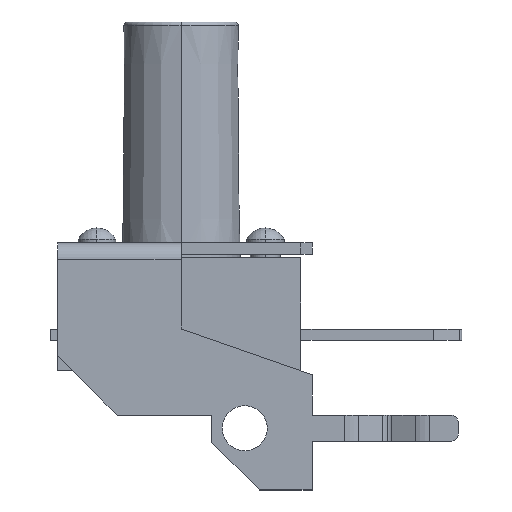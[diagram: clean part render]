
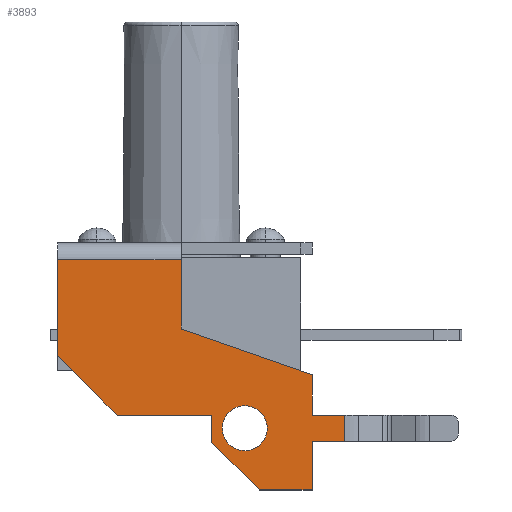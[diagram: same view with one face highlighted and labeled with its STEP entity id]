
A CAD part, left-side view. The second image highlights one B-rep face of the part: STEP entity #3893.
In plain terms, the highlighted planar face has unit normal (-1, 0, 0).
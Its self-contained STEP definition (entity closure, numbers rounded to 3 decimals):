
#23 = VERTEX_POINT ( 'NONE', #2934 ) ;
#68 = PLANE ( 'NONE',  #997 ) ;
#210 = CARTESIAN_POINT ( 'NONE',  ( -3.7, 3.5, 2.65 ) ) ;
#230 = LINE ( 'NONE', #2913, #1839 ) ;
#251 = VERTEX_POINT ( 'NONE', #799 ) ;
#272 = ORIENTED_EDGE ( 'NONE', *, *, #2647, .T. ) ;
#290 = EDGE_CURVE ( 'NONE', #293, #690, #3967, .T. ) ;
#293 = VERTEX_POINT ( 'NONE', #4318 ) ;
#363 = VERTEX_POINT ( 'NONE', #2782 ) ;
#388 = ORIENTED_EDGE ( 'NONE', *, *, #3401, .T. ) ;
#489 = LINE ( 'NONE', #3934, #2191 ) ;
#516 = DIRECTION ( 'NONE',  ( 0., 0.944, 0.33 ) ) ;
#543 = VERTEX_POINT ( 'NONE', #3116 ) ;
#577 = DIRECTION ( 'NONE',  ( 0., -0.707, -0.707 ) ) ;
#614 = CARTESIAN_POINT ( 'NONE',  ( -3.7, 5.21, 0.35 ) ) ;
#637 = ORIENTED_EDGE ( 'NONE', *, *, #4445, .F. ) ;
#690 = VERTEX_POINT ( 'NONE', #2064 ) ;
#756 = LINE ( 'NONE', #2290, #2984 ) ;
#773 = CARTESIAN_POINT ( 'NONE',  ( -3.7, 0., -1.65 ) ) ;
#799 = CARTESIAN_POINT ( 'NONE',  ( -3.7, 1.8, 0.6 ) ) ;
#812 = EDGE_CURVE ( 'NONE', #2701, #1971, #230, .T. ) ;
#911 = VECTOR ( 'NONE', #3797, 1000. ) ;
#997 = AXIS2_PLACEMENT_3D ( 'NONE', #4224, #2734, #1536 ) ;
#1080 = DIRECTION ( 'NONE',  ( 0., 0., -1. ) ) ;
#1112 = LINE ( 'NONE', #2671, #3012 ) ;
#1130 = EDGE_LOOP ( 'NONE', ( #2888, #272, #2898, #3816, #4200, #2596, #2649, #3585, #2039, #2173, #637, #1389, #4326, #4614 ) ) ;
#1197 = LINE ( 'NONE', #3100, #911 ) ;
#1389 = ORIENTED_EDGE ( 'NONE', *, *, #2069, .F. ) ;
#1421 = LINE ( 'NONE', #4829, #1946 ) ;
#1477 = DIRECTION ( 'NONE',  ( 0., 0., 1. ) ) ;
#1498 = DIRECTION ( 'NONE',  ( 1., 0., 0. ) ) ;
#1507 = CARTESIAN_POINT ( 'NONE',  ( -3.7, -0.868, 0.35 ) ) ;
#1512 = VERTEX_POINT ( 'NONE', #1507 ) ;
#1536 = DIRECTION ( 'NONE',  ( 0., 0., -1. ) ) ;
#1547 = EDGE_CURVE ( 'NONE', #1841, #2210, #3370, .T. ) ;
#1573 = DIRECTION ( 'NONE',  ( 0., -1., 0. ) ) ;
#1670 = EDGE_CURVE ( 'NONE', #1971, #543, #3114, .T. ) ;
#1790 = DIRECTION ( 'NONE',  ( 0., -1., 0. ) ) ;
#1815 = DIRECTION ( 'NONE',  ( 0., 0., -1. ) ) ;
#1831 = CARTESIAN_POINT ( 'NONE',  ( -3.7, 1.8, -0.6 ) ) ;
#1839 = VECTOR ( 'NONE', #2215, 1000. ) ;
#1841 = VERTEX_POINT ( 'NONE', #2835 ) ;
#1903 = FACE_BOUND ( 'NONE', #3170, .T. ) ;
#1946 = VECTOR ( 'NONE', #1790, 1000. ) ;
#1961 = VECTOR ( 'NONE', #577, 1000. ) ;
#1971 = VERTEX_POINT ( 'NONE', #2480 ) ;
#2039 = ORIENTED_EDGE ( 'NONE', *, *, #2579, .T. ) ;
#2064 = CARTESIAN_POINT ( 'NONE',  ( -3.7, 0., -0.35 ) ) ;
#2069 = EDGE_CURVE ( 'NONE', #23, #3009, #756, .T. ) ;
#2173 = ORIENTED_EDGE ( 'NONE', *, *, #3163, .T. ) ;
#2191 = VECTOR ( 'NONE', #516, 1000. ) ;
#2198 = CARTESIAN_POINT ( 'NONE',  ( -3.7, 1.8, 0. ) ) ;
#2210 = VERTEX_POINT ( 'NONE', #2407 ) ;
#2215 = DIRECTION ( 'NONE',  ( 0., -1., 0. ) ) ;
#2290 = CARTESIAN_POINT ( 'NONE',  ( -3.7, 6.8, -1.65 ) ) ;
#2353 = LINE ( 'NONE', #4655, #4268 ) ;
#2407 = CARTESIAN_POINT ( 'NONE',  ( -3.7, 0., 1.425 ) ) ;
#2465 = LINE ( 'NONE', #4311, #2987 ) ;
#2480 = CARTESIAN_POINT ( 'NONE',  ( -3.7, 2.682, 0.35 ) ) ;
#2579 = EDGE_CURVE ( 'NONE', #2210, #2590, #489, .T. ) ;
#2590 = VERTEX_POINT ( 'NONE', #210 ) ;
#2596 = ORIENTED_EDGE ( 'NONE', *, *, #4219, .T. ) ;
#2647 = EDGE_CURVE ( 'NONE', #543, #363, #2465, .T. ) ;
#2649 = ORIENTED_EDGE ( 'NONE', *, *, #2742, .F. ) ;
#2671 = CARTESIAN_POINT ( 'NONE',  ( -3.7, 6.8, 4.5 ) ) ;
#2681 = EDGE_CURVE ( 'NONE', #3048, #251, #4263, .T. ) ;
#2701 = VERTEX_POINT ( 'NONE', #614 ) ;
#2734 = DIRECTION ( 'NONE',  ( 1., 0., 0. ) ) ;
#2742 = EDGE_CURVE ( 'NONE', #1841, #1512, #1421, .T. ) ;
#2782 = CARTESIAN_POINT ( 'NONE',  ( -3.7, 1.412, -1.65 ) ) ;
#2802 = DIRECTION ( 'NONE',  ( 0., 0., 1. ) ) ;
#2835 = CARTESIAN_POINT ( 'NONE',  ( -3.7, 0., 0.35 ) ) ;
#2888 = ORIENTED_EDGE ( 'NONE', *, *, #1670, .T. ) ;
#2898 = ORIENTED_EDGE ( 'NONE', *, *, #3184, .T. ) ;
#2913 = CARTESIAN_POINT ( 'NONE',  ( -3.7, 5.21, 0.35 ) ) ;
#2934 = CARTESIAN_POINT ( 'NONE',  ( -3.7, 6.8, 1.94 ) ) ;
#2941 = DIRECTION ( 'NONE',  ( 1., 0., 0. ) ) ;
#2984 = VECTOR ( 'NONE', #3056, 1000. ) ;
#2987 = VECTOR ( 'NONE', #3639, 1000. ) ;
#3009 = VERTEX_POINT ( 'NONE', #3681 ) ;
#3012 = VECTOR ( 'NONE', #1573, 1000. ) ;
#3038 = VECTOR ( 'NONE', #2802, 1000. ) ;
#3048 = VERTEX_POINT ( 'NONE', #1831 ) ;
#3056 = DIRECTION ( 'NONE',  ( 0., 0., 1. ) ) ;
#3090 = CARTESIAN_POINT ( 'NONE',  ( -3.7, 2.682, 0.35 ) ) ;
#3100 = CARTESIAN_POINT ( 'NONE',  ( -3.7, 6.8, -1.65 ) ) ;
#3114 = LINE ( 'NONE', #3090, #4590 ) ;
#3116 = CARTESIAN_POINT ( 'NONE',  ( -3.7, 2.682, -0.38 ) ) ;
#3163 = EDGE_CURVE ( 'NONE', #2590, #4294, #3398, .T. ) ;
#3170 = EDGE_LOOP ( 'NONE', ( #4442, #388 ) ) ;
#3184 = EDGE_CURVE ( 'NONE', #363, #293, #1197, .T. ) ;
#3246 = EDGE_CURVE ( 'NONE', #690, #3286, #2353, .T. ) ;
#3286 = VERTEX_POINT ( 'NONE', #4380 ) ;
#3370 = LINE ( 'NONE', #773, #4250 ) ;
#3390 = DIRECTION ( 'NONE',  ( 0., 0., -1. ) ) ;
#3398 = LINE ( 'NONE', #3423, #4505 ) ;
#3401 = EDGE_CURVE ( 'NONE', #251, #3048, #3556, .T. ) ;
#3423 = CARTESIAN_POINT ( 'NONE',  ( -3.7, 3.5, 4.65 ) ) ;
#3556 = CIRCLE ( 'NONE', #4848, 0.6 ) ;
#3585 = ORIENTED_EDGE ( 'NONE', *, *, #1547, .T. ) ;
#3587 = EDGE_CURVE ( 'NONE', #23, #2701, #3996, .T. ) ;
#3639 = DIRECTION ( 'NONE',  ( 0., -0.707, -0.707 ) ) ;
#3681 = CARTESIAN_POINT ( 'NONE',  ( -3.7, 6.8, 4.5 ) ) ;
#3797 = DIRECTION ( 'NONE',  ( 0., -1., 0. ) ) ;
#3806 = FACE_OUTER_BOUND ( 'NONE', #1130, .T. ) ;
#3816 = ORIENTED_EDGE ( 'NONE', *, *, #290, .T. ) ;
#3845 = DIRECTION ( 'NONE',  ( 0., 0., 1. ) ) ;
#3893 = ADVANCED_FACE ( 'NONE', ( #1903, #3806 ), #68, .F. ) ;
#3934 = CARTESIAN_POINT ( 'NONE',  ( -3.7, 3.5, 2.65 ) ) ;
#3967 = LINE ( 'NONE', #4341, #3038 ) ;
#3996 = LINE ( 'NONE', #4821, #1961 ) ;
#4081 = CARTESIAN_POINT ( 'NONE',  ( -3.7, 1.8, 0. ) ) ;
#4146 = DIRECTION ( 'NONE',  ( 0., -1., 0. ) ) ;
#4200 = ORIENTED_EDGE ( 'NONE', *, *, #3246, .T. ) ;
#4219 = EDGE_CURVE ( 'NONE', #3286, #1512, #4943, .T. ) ;
#4224 = CARTESIAN_POINT ( 'NONE',  ( -3.7, 6.8, -1.65 ) ) ;
#4250 = VECTOR ( 'NONE', #1477, 1000. ) ;
#4263 = CIRCLE ( 'NONE', #4417, 0.6 ) ;
#4268 = VECTOR ( 'NONE', #4146, 1000. ) ;
#4294 = VERTEX_POINT ( 'NONE', #4683 ) ;
#4311 = CARTESIAN_POINT ( 'NONE',  ( -3.7, 2.682, -0.38 ) ) ;
#4318 = CARTESIAN_POINT ( 'NONE',  ( -3.7, 0., -1.65 ) ) ;
#4326 = ORIENTED_EDGE ( 'NONE', *, *, #3587, .T. ) ;
#4341 = CARTESIAN_POINT ( 'NONE',  ( -3.7, 0., -1.65 ) ) ;
#4380 = CARTESIAN_POINT ( 'NONE',  ( -3.7, -0.868, -0.35 ) ) ;
#4417 = AXIS2_PLACEMENT_3D ( 'NONE', #2198, #1498, #1815 ) ;
#4442 = ORIENTED_EDGE ( 'NONE', *, *, #2681, .T. ) ;
#4445 = EDGE_CURVE ( 'NONE', #3009, #4294, #1112, .T. ) ;
#4505 = VECTOR ( 'NONE', #4940, 1000. ) ;
#4518 = VECTOR ( 'NONE', #3845, 1000. ) ;
#4590 = VECTOR ( 'NONE', #3390, 1000. ) ;
#4614 = ORIENTED_EDGE ( 'NONE', *, *, #812, .T. ) ;
#4628 = CARTESIAN_POINT ( 'NONE',  ( -3.7, -0.868, -0.35 ) ) ;
#4655 = CARTESIAN_POINT ( 'NONE',  ( -3.7, 0., -0.35 ) ) ;
#4683 = CARTESIAN_POINT ( 'NONE',  ( -3.7, 3.5, 4.5 ) ) ;
#4821 = CARTESIAN_POINT ( 'NONE',  ( -3.7, 6.8, 1.94 ) ) ;
#4829 = CARTESIAN_POINT ( 'NONE',  ( -3.7, 0., 0.35 ) ) ;
#4848 = AXIS2_PLACEMENT_3D ( 'NONE', #4081, #2941, #1080 ) ;
#4940 = DIRECTION ( 'NONE',  ( 0., 0., 1. ) ) ;
#4943 = LINE ( 'NONE', #4628, #4518 ) ;
